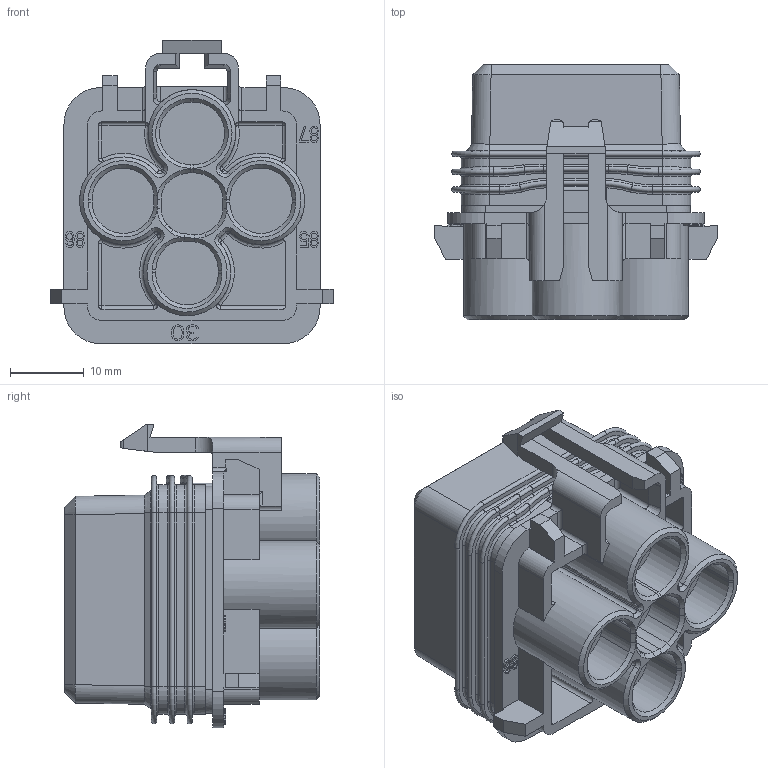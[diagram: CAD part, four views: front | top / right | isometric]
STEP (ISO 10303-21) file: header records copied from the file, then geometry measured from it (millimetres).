
FILE_DESCRIPTION((''),'2;1');
FILE_NAME('PTSR-A','2020-09-10T10:30:44',('jwisneski'),(''),'CREO PARAMETRIC BY PTC INC, 2017110','CREO PARAMETRIC BY PTC INC, 2017110','');
FILE_SCHEMA(('CONFIG_CONTROL_DESIGN'));
Length unit declared in the file: millimetre
Products named in the file (1): PTSR-A
Bounding box: 38.45 x 34.75 x 41.31 mm (x, y, z)
Volume: 20702.6 mm3; surface area: 13041.6 mm2
Topology: 1 solids, 1 shells, 975 faces, 2603 edges, 1654 vertices
Faces by surface type: plane 636, cylinder 190, torus 71, cone 50, sphere 21, bspline 6, extrusion 1
Entity records: 30644 total; most frequent: CARTESIAN_POINT 6224, ORIENTED_EDGE 5206, DIRECTION 4916, EDGE_CURVE 2603, VECTOR 1966, LINE 1965, VERTEX_POINT 1654, AXIS2_PLACEMENT_3D 1475
